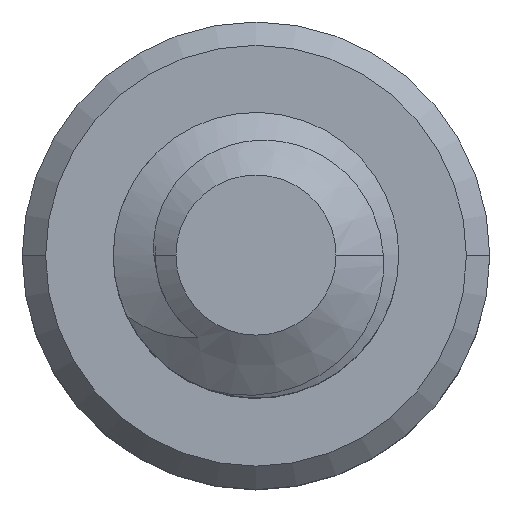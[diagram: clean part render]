
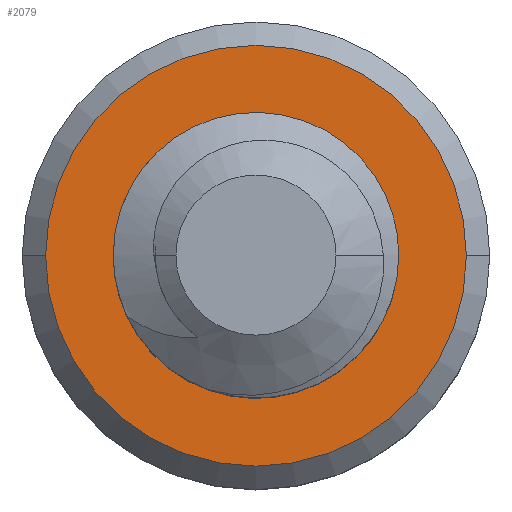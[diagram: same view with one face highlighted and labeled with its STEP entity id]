
A CAD part, top view. The second image highlights one B-rep face of the part: STEP entity #2079.
In plain terms, the highlighted planar face has unit normal (0, 0, 1).
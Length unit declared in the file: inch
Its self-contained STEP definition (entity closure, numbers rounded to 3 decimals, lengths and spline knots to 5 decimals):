
#14 = DIRECTION ( 'NONE',  ( 0., 0., -1. ) ) ;
#42 = CARTESIAN_POINT ( 'NONE',  ( 0., 0.069, -0.1875 ) ) ;
#60 = CARTESIAN_POINT ( 'NONE',  ( 0.1017, 0., -0.1875 ) ) ;
#69 = EDGE_CURVE ( 'NONE', #552, #243, #260, .T. ) ;
#113 = DIRECTION ( 'NONE',  ( 0., 0., -1. ) ) ;
#127 = DIRECTION ( 'NONE',  ( 0., 0., 1. ) ) ;
#170 = VERTEX_POINT ( 'NONE', #1660 ) ;
#178 = CARTESIAN_POINT ( 'NONE',  ( -0.06309, 0.01154, -0.1875 ) ) ;
#187 = CIRCLE ( 'NONE', #2241, 0.1017 ) ;
#216 = PLANE ( 'NONE',  #1288 ) ;
#239 = CARTESIAN_POINT ( 'NONE',  ( 0.04868, 0.03892, -0.1875 ) ) ;
#243 = VERTEX_POINT ( 'NONE', #1984 ) ;
#246 = AXIS2_PLACEMENT_3D ( 'NONE', #1538, #14, #1500 ) ;
#260 = CIRCLE ( 'NONE', #1672, 0.1017 ) ;
#304 = CARTESIAN_POINT ( 'NONE',  ( 0.05477, 0.0225, -0.1875 ) ) ;
#372 = EDGE_CURVE ( 'NONE', #2004, #170, #799, .T. ) ;
#378 = CARTESIAN_POINT ( 'NONE',  ( 0.05592, 0.01675, -0.1875 ) ) ;
#384 = ORIENTED_EDGE ( 'NONE', *, *, #1758, .T. ) ;
#413 = CARTESIAN_POINT ( 'NONE',  ( -0.05968, -0.0116, -0.1875 ) ) ;
#432 = CARTESIAN_POINT ( 'NONE',  ( 0.03902, -0.03141, -0.1875 ) ) ;
#531 = CARTESIAN_POINT ( 'NONE',  ( 0.05234, -0.0122, -0.1875 ) ) ;
#541 = ORIENTED_EDGE ( 'NONE', *, *, #2212, .T. ) ;
#544 = CARTESIAN_POINT ( 'NONE',  ( -0.05226, -0.02769, -0.1875 ) ) ;
#552 = VERTEX_POINT ( 'NONE', #60 ) ;
#553 = EDGE_LOOP ( 'NONE', ( #1192, #1157 ) ) ;
#586 = CARTESIAN_POINT ( 'NONE',  ( 0., -0.0487, -0.1875 ) ) ;
#625 = CARTESIAN_POINT ( 'NONE',  ( 0.05565, -0.00084, -0.1875 ) ) ;
#629 = CARTESIAN_POINT ( 'NONE',  ( -0.04834, 0.04923, -0.1875 ) ) ;
#661 = CARTESIAN_POINT ( 'NONE',  ( -0.01169, -0.05058, -0.1875 ) ) ;
#703 = CARTESIAN_POINT ( 'NONE',  ( -0.06148, 0.02312, -0.1875 ) ) ;
#799 = CIRCLE ( 'NONE', #1422, 0.069 ) ;
#820 = DIRECTION ( 'NONE',  ( -1., 0., 0. ) ) ;
#844 = CARTESIAN_POINT ( 'NONE',  ( -0.05982, 0.02885, -0.1875 ) ) ;
#848 = CARTESIAN_POINT ( 'NONE',  ( 0., 0.069, -0.1875 ) ) ;
#895 = CARTESIAN_POINT ( 'NONE',  ( 0.02239, 0.06248, -0.1875 ) ) ;
#922 = ORIENTED_EDGE ( 'NONE', *, *, #372, .F. ) ;
#975 = DIRECTION ( 'NONE',  ( -1., 0., 0. ) ) ;
#1034 = DIRECTION ( 'NONE',  ( 0., 0., 1. ) ) ;
#1086 = CARTESIAN_POINT ( 'NONE',  ( 0.02753, 0.05951, -0.1875 ) ) ;
#1104 = CIRCLE ( 'NONE', #246, 0.0487 ) ;
#1157 = ORIENTED_EDGE ( 'NONE', *, *, #69, .T. ) ;
#1190 = CARTESIAN_POINT ( 'NONE',  ( -0.052, 0.0446, -0.1875 ) ) ;
#1192 = ORIENTED_EDGE ( 'NONE', *, *, #1416, .T. ) ;
#1207 = CARTESIAN_POINT ( 'NONE',  ( -0.05507, 0.03952, -0.1875 ) ) ;
#1218 = CARTESIAN_POINT ( 'NONE',  ( 0.00588, 0.06833, -0.1875 ) ) ;
#1281 = B_SPLINE_CURVE_WITH_KNOTS ( 'NONE', 3,
 ( #586, #661, #1432, #1550, #544, #413, #1842, #1983, #178, #703, #844, #1207, #1190, #629 ),
 .UNSPECIFIED., .F., .F.,
 ( 4, 2, 2, 2, 2, 2, 4 ),
 ( 0., 0.00089, 0.00178, 0.00222, 0.00267, 0.00311, 0.00356 ),
 .UNSPECIFIED. ) ;
#1288 = AXIS2_PLACEMENT_3D ( 'NONE', #1957, #113, #975 ) ;
#1365 = VERTEX_POINT ( 'NONE', #1726 ) ;
#1408 = CARTESIAN_POINT ( 'NONE',  ( 0., -0.0487, -0.1875 ) ) ;
#1416 = EDGE_CURVE ( 'NONE', #243, #552, #187, .T. ) ;
#1422 = AXIS2_PLACEMENT_3D ( 'NONE', #1572, #127, #2294 ) ;
#1432 = CARTESIAN_POINT ( 'NONE',  ( -0.02368, -0.04845, -0.1875 ) ) ;
#1500 = DIRECTION ( 'NONE',  ( 1., 0., 0. ) ) ;
#1538 = CARTESIAN_POINT ( 'NONE',  ( 0., 0., -0.1875 ) ) ;
#1550 = CARTESIAN_POINT ( 'NONE',  ( -0.04432, -0.03688, -0.1875 ) ) ;
#1572 = CARTESIAN_POINT ( 'NONE',  ( 0., 0., -0.1875 ) ) ;
#1595 = EDGE_CURVE ( 'NONE', #1365, #2300, #1104, .T. ) ;
#1607 = FACE_BOUND ( 'NONE', #1629, .T. ) ;
#1629 = EDGE_LOOP ( 'NONE', ( #922, #541, #1833, #384 ) ) ;
#1633 = DIRECTION ( 'NONE',  ( 0., 0., 1. ) ) ;
#1660 = CARTESIAN_POINT ( 'NONE',  ( -0.04834, 0.04923, -0.1875 ) ) ;
#1672 = AXIS2_PLACEMENT_3D ( 'NONE', #2225, #1633, #1870 ) ;
#1726 = CARTESIAN_POINT ( 'NONE',  ( 0.03412, -0.03475, -0.1875 ) ) ;
#1742 = CARTESIAN_POINT ( 'NONE',  ( 0.04135, 0.04877, -0.1875 ) ) ;
#1758 = EDGE_CURVE ( 'NONE', #2300, #170, #1281, .T. ) ;
#1770 = CARTESIAN_POINT ( 'NONE',  ( 0.05636, 0.00496, -0.1875 ) ) ;
#1777 = CARTESIAN_POINT ( 'NONE',  ( 0.01153, 0.06689, -0.1875 ) ) ;
#1803 = CARTESIAN_POINT ( 'NONE',  ( 0., 0., -0.1875 ) ) ;
#1833 = ORIENTED_EDGE ( 'NONE', *, *, #1595, .T. ) ;
#1842 = CARTESIAN_POINT ( 'NONE',  ( -0.06135, -0.00599, -0.1875 ) ) ;
#1870 = DIRECTION ( 'NONE',  ( -1., 0., 0. ) ) ;
#1957 = CARTESIAN_POINT ( 'NONE',  ( 0., 0., -0.1875 ) ) ;
#1983 = CARTESIAN_POINT ( 'NONE',  ( -0.06307, 0.00562, -0.1875 ) ) ;
#1984 = CARTESIAN_POINT ( 'NONE',  ( -0.1017, 0., -0.1875 ) ) ;
#2004 = VERTEX_POINT ( 'NONE', #848 ) ;
#2032 = CARTESIAN_POINT ( 'NONE',  ( 0.04312, -0.02719, -0.1875 ) ) ;
#2079 = ADVANCED_FACE ( 'NONE', ( #2242, #1607 ), #216, .F. ) ;
#2195 = B_SPLINE_CURVE_WITH_KNOTS ( 'NONE', 3,
 ( #42, #1218, #1777, #895, #1086, #1742, #239, #304, #378, #1770, #625, #531, #2210, #2032, #432, #2374 ),
 .UNSPECIFIED., .F., .F.,
 ( 4, 2, 2, 2, 2, 2, 2, 4 ),
 ( 0., 0.00044, 0.00089, 0.00178, 0.00222, 0.00267, 0.00311, 0.00355 ),
 .UNSPECIFIED. ) ;
#2210 = CARTESIAN_POINT ( 'NONE',  ( 0.04983, -0.01748, -0.1875 ) ) ;
#2212 = EDGE_CURVE ( 'NONE', #2004, #1365, #2195, .T. ) ;
#2225 = CARTESIAN_POINT ( 'NONE',  ( 0., 0., -0.1875 ) ) ;
#2241 = AXIS2_PLACEMENT_3D ( 'NONE', #1803, #1034, #820 ) ;
#2242 = FACE_OUTER_BOUND ( 'NONE', #553, .T. ) ;
#2294 = DIRECTION ( 'NONE',  ( 1., 0., 0. ) ) ;
#2300 = VERTEX_POINT ( 'NONE', #1408 ) ;
#2374 = CARTESIAN_POINT ( 'NONE',  ( 0.03412, -0.03475, -0.1875 ) ) ;
